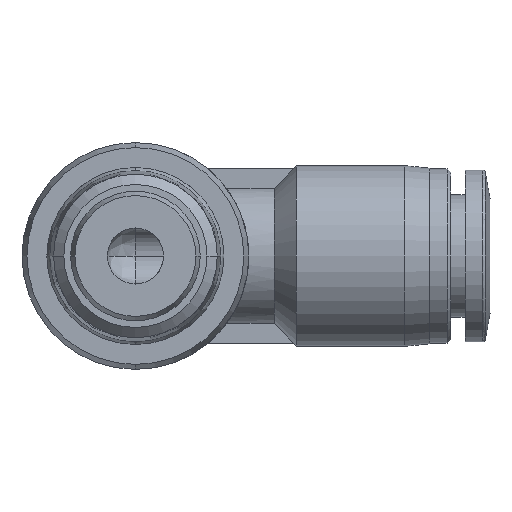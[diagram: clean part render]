
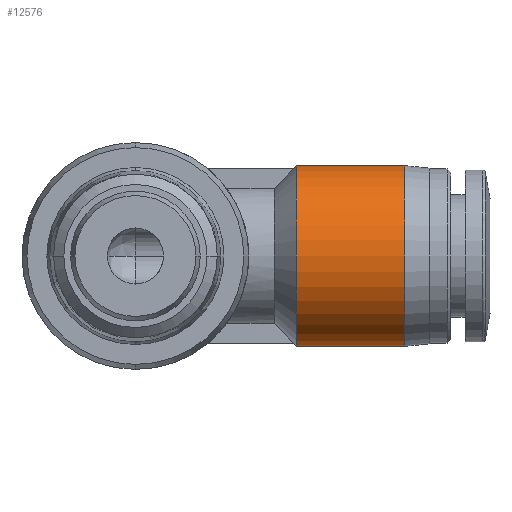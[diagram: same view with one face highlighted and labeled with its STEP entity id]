
A CAD part, front view. The second image highlights one B-rep face of the part: STEP entity #12576.
In plain terms, the highlighted cylindrical face has radius 7.25 mm (diameter 14.5 mm), a partial arc.
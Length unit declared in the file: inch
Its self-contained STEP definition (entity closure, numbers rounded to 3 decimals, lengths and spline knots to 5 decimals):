
#141 = DIRECTION ( 'NONE',  ( -1., 0., 0. ) ) ;
#212 = EDGE_CURVE ( 'NONE', #4036, #6105, #6682, .T. ) ;
#284 = EDGE_CURVE ( 'NONE', #6105, #12204, #6375, .T. ) ;
#397 = DIRECTION ( 'NONE',  ( -1., 0., 0. ) ) ;
#478 = CARTESIAN_POINT ( 'NONE',  ( 0.50787, 0.75394, -0.28543 ) ) ;
#735 = CARTESIAN_POINT ( 'NONE',  ( 0.67913, 0.75394, 0.28543 ) ) ;
#826 = AXIS2_PLACEMENT_3D ( 'NONE', #7710, #1757, #8717 ) ;
#1757 = DIRECTION ( 'NONE',  ( -1., 0., 0. ) ) ;
#3064 = ORIENTED_EDGE ( 'NONE', *, *, #212, .T. ) ;
#3187 = CARTESIAN_POINT ( 'NONE',  ( 0.85039, 0.75394, 0.28543 ) ) ;
#3732 = VECTOR ( 'NONE', #5722, 39.37008 ) ;
#4014 = ORIENTED_EDGE ( 'NONE', *, *, #4944, .F. ) ;
#4036 = VERTEX_POINT ( 'NONE', #4477 ) ;
#4477 = CARTESIAN_POINT ( 'NONE',  ( 0.85039, 0.75394, -0.28543 ) ) ;
#4944 = EDGE_CURVE ( 'NONE', #4036, #11548, #5350, .T. ) ;
#5350 = LINE ( 'NONE', #12915, #7687 ) ;
#5722 = DIRECTION ( 'NONE',  ( -1., 0., 0. ) ) ;
#5738 = ORIENTED_EDGE ( 'NONE', *, *, #11483, .F. ) ;
#5781 = AXIS2_PLACEMENT_3D ( 'NONE', #7063, #141, #6094 ) ;
#6094 = DIRECTION ( 'NONE',  ( 0., 0., 1. ) ) ;
#6105 = VERTEX_POINT ( 'NONE', #3187 ) ;
#6334 = CARTESIAN_POINT ( 'NONE',  ( 0.50787, 0.75394, 0. ) ) ;
#6375 = LINE ( 'NONE', #735, #3732 ) ;
#6402 = CARTESIAN_POINT ( 'NONE',  ( 0.50787, 0.75394, 0.28543 ) ) ;
#6682 = CIRCLE ( 'NONE', #826, 0.28543 ) ;
#7063 = CARTESIAN_POINT ( 'NONE',  ( 0.67913, 0.75394, 0. ) ) ;
#7356 = DIRECTION ( 'NONE',  ( 0., -1., 0. ) ) ;
#7687 = VECTOR ( 'NONE', #7954, 39.37008 ) ;
#7710 = CARTESIAN_POINT ( 'NONE',  ( 0.85039, 0.75394, 0. ) ) ;
#7954 = DIRECTION ( 'NONE',  ( -1., 0., 0. ) ) ;
#8717 = DIRECTION ( 'NONE',  ( 0., 0., 1. ) ) ;
#9144 = FACE_OUTER_BOUND ( 'NONE', #11350, .T. ) ;
#11185 = CYLINDRICAL_SURFACE ( 'NONE', #5781, 0.28543 ) ;
#11350 = EDGE_LOOP ( 'NONE', ( #4014, #3064, #12624, #5738 ) ) ;
#11483 = EDGE_CURVE ( 'NONE', #11548, #12204, #12602, .T. ) ;
#11548 = VERTEX_POINT ( 'NONE', #478 ) ;
#12204 = VERTEX_POINT ( 'NONE', #6402 ) ;
#12388 = AXIS2_PLACEMENT_3D ( 'NONE', #6334, #397, #7356 ) ;
#12576 = ADVANCED_FACE ( 'NONE', ( #9144 ), #11185, .T. ) ;
#12602 = CIRCLE ( 'NONE', #12388, 0.28543 ) ;
#12624 = ORIENTED_EDGE ( 'NONE', *, *, #284, .T. ) ;
#12915 = CARTESIAN_POINT ( 'NONE',  ( 0.67913, 0.75394, -0.28543 ) ) ;
